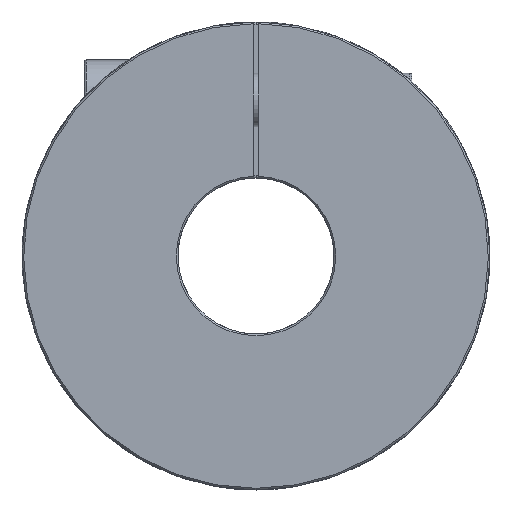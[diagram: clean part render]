
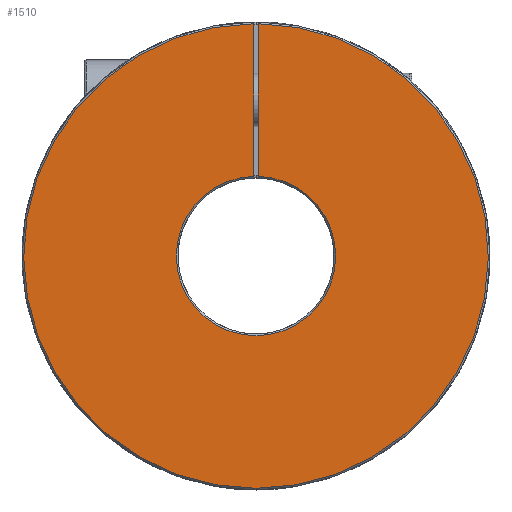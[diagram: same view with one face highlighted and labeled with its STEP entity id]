
A CAD part, left-side view. The second image highlights one B-rep face of the part: STEP entity #1510.
In plain terms, the highlighted planar face has unit normal (-1, 0, 0).
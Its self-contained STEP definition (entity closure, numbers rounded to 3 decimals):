
#1510 = ADVANCED_FACE ( 'NONE', ( #6637 ), #5922, .T. ) ;
#1736 = VERTEX_POINT ( 'NONE', #7219 ) ;
#1737 = VERTEX_POINT ( 'NONE', #7220 ) ;
#1738 = VERTEX_POINT ( 'NONE', #7221 ) ;
#1777 = VERTEX_POINT ( 'NONE', #7260 ) ;
#1778 = VERTEX_POINT ( 'NONE', #7261 ) ;
#3057 = EDGE_CURVE ( 'NONE', #1778, #1777, #8410, .T. ) ;
#3125 = EDGE_CURVE ( 'NONE', #1737, #1736, #8478, .T. ) ;
#3128 = EDGE_CURVE ( 'NONE', #1737, #1778, #8488, .T. ) ;
#3129 = EDGE_CURVE ( 'NONE', #1738, #1736, #8489, .T. ) ;
#3130 = EDGE_CURVE ( 'NONE', #1777, #1738, #8474, .T. ) ;
#3408 = ORIENTED_EDGE ( 'NONE', *, *, #3130, .F. ) ;
#3409 = ORIENTED_EDGE ( 'NONE', *, *, #3057, .F. ) ;
#3410 = ORIENTED_EDGE ( 'NONE', *, *, #3128, .F. ) ;
#3411 = ORIENTED_EDGE ( 'NONE', *, *, #3125, .T. ) ;
#3412 = ORIENTED_EDGE ( 'NONE', *, *, #3129, .F. ) ;
#4115 = EDGE_LOOP ( 'NONE', ( #3408, #3409, #3410, #3411, #3412 ) ) ;
#5921 = CARTESIAN_POINT ( 'NONE',  ( -70., 0., 0. ) ) ;
#5922 = PLANE ( 'NONE',  #6351 ) ;
#5927 = DIRECTION ( 'NONE',  ( -1., 0., 0. ) ) ;
#5928 = DIRECTION ( 'NONE',  ( 0., 0., -1. ) ) ;
#6351 = AXIS2_PLACEMENT_3D ( 'NONE', #5921, #5927, #5928 ) ;
#6540 = AXIS2_PLACEMENT_3D ( 'NONE', #8793, #8794, #8795 ) ;
#6580 = AXIS2_PLACEMENT_3D ( 'NONE', #9139, #9141, #9142 ) ;
#6582 = AXIS2_PLACEMENT_3D ( 'NONE', #9136, #9137, #9138 ) ;
#6637 = FACE_OUTER_BOUND ( 'NONE', #4115, .T. ) ;
#7219 = CARTESIAN_POINT ( 'NONE',  ( -70., 0.5, 52.117 ) ) ;
#7220 = CARTESIAN_POINT ( 'NONE',  ( -70., 0.5, 17.874 ) ) ;
#7221 = CARTESIAN_POINT ( 'NONE',  ( -70., -0.5, 52.117 ) ) ;
#7260 = CARTESIAN_POINT ( 'NONE',  ( -70., -0.5, 17.874 ) ) ;
#7261 = CARTESIAN_POINT ( 'NONE',  ( -70., 0., -17.881 ) ) ;
#8410 = CIRCLE ( 'NONE', #6540, 17.881 ) ;
#8474 = LINE ( 'NONE', #9143, #8480 ) ;
#8476 = VECTOR ( 'NONE', #9131, 1000. ) ;
#8478 = LINE ( 'NONE', #9130, #8476 ) ;
#8480 = VECTOR ( 'NONE', #9144, 1000. ) ;
#8488 = CIRCLE ( 'NONE', #6582, 17.881 ) ;
#8489 = CIRCLE ( 'NONE', #6580, 52.119 ) ;
#8793 = CARTESIAN_POINT ( 'NONE',  ( -70., 0., 0. ) ) ;
#8794 = DIRECTION ( 'NONE',  ( -1., 0., 0. ) ) ;
#8795 = DIRECTION ( 'NONE',  ( 0., 0., -1. ) ) ;
#9130 = CARTESIAN_POINT ( 'NONE',  ( -70., 0.5, 0. ) ) ;
#9131 = DIRECTION ( 'NONE',  ( 0., 0., 1. ) ) ;
#9136 = CARTESIAN_POINT ( 'NONE',  ( -70., 0., 0. ) ) ;
#9137 = DIRECTION ( 'NONE',  ( -1., 0., 0. ) ) ;
#9138 = DIRECTION ( 'NONE',  ( 0., 0., -1. ) ) ;
#9139 = CARTESIAN_POINT ( 'NONE',  ( -70., 0., 0. ) ) ;
#9141 = DIRECTION ( 'NONE',  ( 1., 0., 0. ) ) ;
#9142 = DIRECTION ( 'NONE',  ( 0., 0., -1. ) ) ;
#9143 = CARTESIAN_POINT ( 'NONE',  ( -70., -0.5, 0. ) ) ;
#9144 = DIRECTION ( 'NONE',  ( 0., 0., 1. ) ) ;
